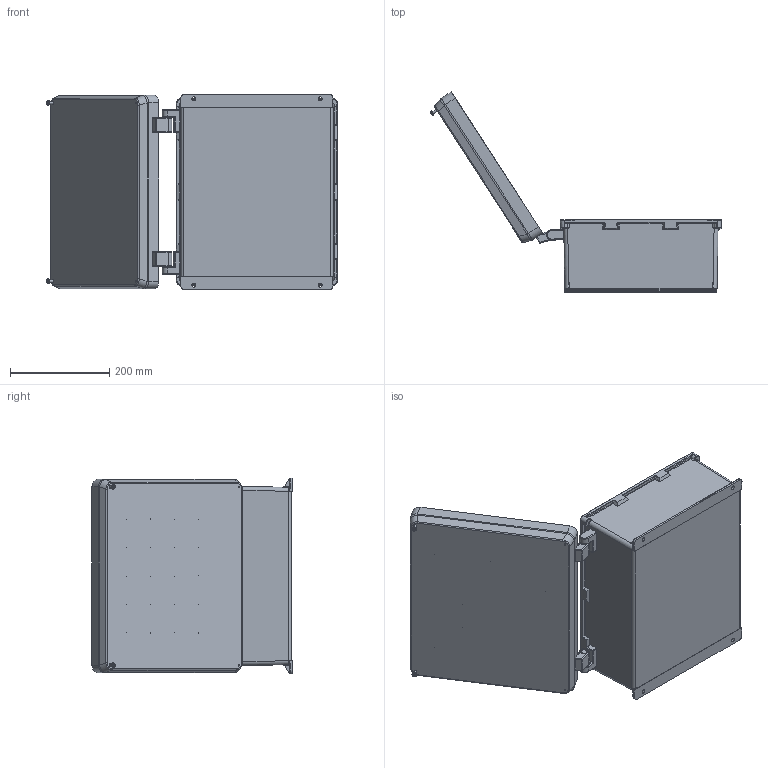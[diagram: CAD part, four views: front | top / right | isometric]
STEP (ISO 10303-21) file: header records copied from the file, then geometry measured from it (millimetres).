
FILE_DESCRIPTION (( 'STEP AP214' ), '1' );
FILE_NAME ('NBN141206.STEP', '2018-02-22T21:54:43', ( '' ), ( '' ), 'SwSTEP 2.0', 'SolidWorks 2017', '' );
FILE_SCHEMA (( 'AUTOMOTIVE_DESIGN' ));
Length unit declared in the file: inch
Products named in the file (8): 10-32 NEMA PLATE SCREW; NBN_LidScrew; NBN_Hinge_Plug; NBN_Hinge_2; NBN_Hinge_1; NBN141206-Lid; NBN141206-Box; NBN141206
Assembly tree (18 placements, depth 2):
  NBN141206
    NBN141206-Box
    NBN141206-Lid
    NBN_Hinge_1  x2
    NBN_Hinge_2  x2
    NBN_Hinge_Plug  x2
    NBN_LidScrew  x2
    10-32 NEMA PLATE SCREW  x8
Bounding box: 584.77 x 402.37 x 394 mm (x, y, z)
Volume: 1929604.1 mm3; surface area: 1055251 mm2
Topology: 18 solids, 18 shells, 1354 faces, 3233 edges, 1912 vertices
Faces by surface type: plane 437, cylinder 418, cone 217, bspline 152, torus 92, sphere 38
Full cylindrical faces by diameter (mm): 3.861 x8, 4.216 x2, 5.7 x2, 6.147 x12, 6.24 x4, 6.5 x4, 8 x4, 8.928 x4, 9.296 x8, 10 x4, 10.922 x2, 12.027 x2, 12.446 x2, 12.497 x2, 13.208 x2
Entity records: 32305 total; most frequent: CARTESIAN_POINT 11414, ORIENTED_EDGE 4268, DIRECTION 4025, EDGE_CURVE 2134, AXIS2_PLACEMENT_3D 1560, VERTEX_POINT 1337, EDGE_LOOP 1163, FACE_OUTER_BOUND 1036
